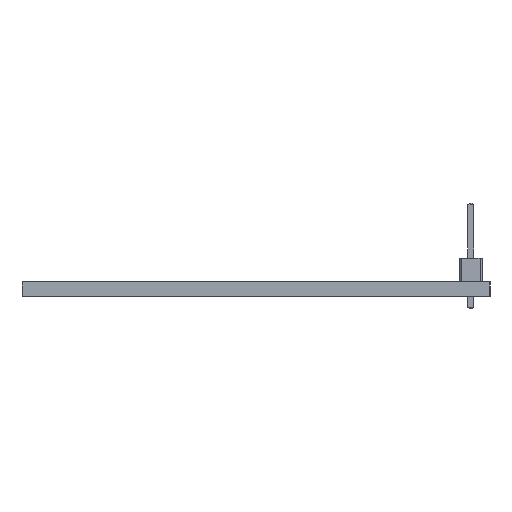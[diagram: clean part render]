
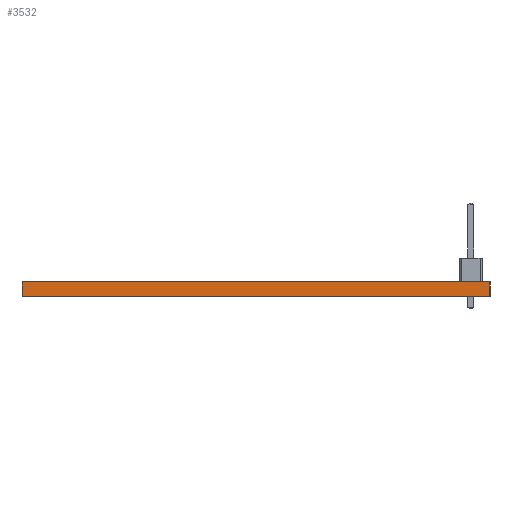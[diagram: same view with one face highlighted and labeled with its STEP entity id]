
A CAD part, left-side view. The second image highlights one B-rep face of the part: STEP entity #3532.
In plain terms, the highlighted planar face has unit normal (-1, 0, 0).
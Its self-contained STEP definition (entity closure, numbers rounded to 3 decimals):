
#3351 = PLANE('',#3352);
#3352 = AXIS2_PLACEMENT_3D('',#3353,#3354,#3355);
#3353 = CARTESIAN_POINT('',(154.,-126.,0.));
#3354 = DIRECTION('',(0.,-1.,0.));
#3355 = DIRECTION('',(-1.,0.,0.));
#3376 = VERTEX_POINT('',#3377);
#3377 = CARTESIAN_POINT('',(74.,-126.,1.58));
#3391 = PLANE('',#3392);
#3392 = AXIS2_PLACEMENT_3D('',#3393,#3394,#3395);
#3393 = CARTESIAN_POINT('',(114.,-100.5,1.58));
#3394 = DIRECTION('',(-0.,-0.,-1.));
#3395 = DIRECTION('',(-1.,0.,0.));
#3403 = EDGE_CURVE('',#3404,#3376,#3406,.T.);
#3404 = VERTEX_POINT('',#3405);
#3405 = CARTESIAN_POINT('',(74.,-126.,0.));
#3406 = SURFACE_CURVE('',#3407,(#3411,#3418),.PCURVE_S1.);
#3407 = LINE('',#3408,#3409);
#3408 = CARTESIAN_POINT('',(74.,-126.,0.));
#3409 = VECTOR('',#3410,1.);
#3410 = DIRECTION('',(0.,0.,1.));
#3411 = PCURVE('',#3351,#3412);
#3412 = DEFINITIONAL_REPRESENTATION('',(#3413),#3417);
#3413 = LINE('',#3414,#3415);
#3414 = CARTESIAN_POINT('',(80.,0.));
#3415 = VECTOR('',#3416,1.);
#3416 = DIRECTION('',(0.,-1.));
#3417 = ( GEOMETRIC_REPRESENTATION_CONTEXT(2) 
PARAMETRIC_REPRESENTATION_CONTEXT() REPRESENTATION_CONTEXT('2D SPACE',''
  ) );
#3418 = PCURVE('',#3419,#3424);
#3419 = PLANE('',#3420);
#3420 = AXIS2_PLACEMENT_3D('',#3421,#3422,#3423);
#3421 = CARTESIAN_POINT('',(74.,-126.,0.));
#3422 = DIRECTION('',(-1.,0.,0.));
#3423 = DIRECTION('',(0.,1.,0.));
#3424 = DEFINITIONAL_REPRESENTATION('',(#3425),#3429);
#3425 = LINE('',#3426,#3427);
#3426 = CARTESIAN_POINT('',(0.,0.));
#3427 = VECTOR('',#3428,1.);
#3428 = DIRECTION('',(0.,-1.));
#3429 = ( GEOMETRIC_REPRESENTATION_CONTEXT(2) 
PARAMETRIC_REPRESENTATION_CONTEXT() REPRESENTATION_CONTEXT('2D SPACE',''
  ) );
#3445 = PLANE('',#3446);
#3446 = AXIS2_PLACEMENT_3D('',#3447,#3448,#3449);
#3447 = CARTESIAN_POINT('',(114.,-100.5,0.));
#3448 = DIRECTION('',(-0.,-0.,-1.));
#3449 = DIRECTION('',(-1.,0.,0.));
#3478 = PLANE('',#3479);
#3479 = AXIS2_PLACEMENT_3D('',#3480,#3481,#3482);
#3480 = CARTESIAN_POINT('',(74.,-75.,0.));
#3481 = DIRECTION('',(0.,1.,0.));
#3482 = DIRECTION('',(1.,0.,0.));
#3532 = ADVANCED_FACE('',(#3533),#3419,.T.);
#3533 = FACE_BOUND('',#3534,.T.);
#3534 = EDGE_LOOP('',(#3535,#3536,#3559,#3582));
#3535 = ORIENTED_EDGE('',*,*,#3403,.T.);
#3536 = ORIENTED_EDGE('',*,*,#3537,.T.);
#3537 = EDGE_CURVE('',#3376,#3538,#3540,.T.);
#3538 = VERTEX_POINT('',#3539);
#3539 = CARTESIAN_POINT('',(74.,-75.,1.58));
#3540 = SURFACE_CURVE('',#3541,(#3545,#3552),.PCURVE_S1.);
#3541 = LINE('',#3542,#3543);
#3542 = CARTESIAN_POINT('',(74.,-126.,1.58));
#3543 = VECTOR('',#3544,1.);
#3544 = DIRECTION('',(0.,1.,0.));
#3545 = PCURVE('',#3419,#3546);
#3546 = DEFINITIONAL_REPRESENTATION('',(#3547),#3551);
#3547 = LINE('',#3548,#3549);
#3548 = CARTESIAN_POINT('',(0.,-1.58));
#3549 = VECTOR('',#3550,1.);
#3550 = DIRECTION('',(1.,0.));
#3551 = ( GEOMETRIC_REPRESENTATION_CONTEXT(2) 
PARAMETRIC_REPRESENTATION_CONTEXT() REPRESENTATION_CONTEXT('2D SPACE',''
  ) );
#3552 = PCURVE('',#3391,#3553);
#3553 = DEFINITIONAL_REPRESENTATION('',(#3554),#3558);
#3554 = LINE('',#3555,#3556);
#3555 = CARTESIAN_POINT('',(40.,-25.5));
#3556 = VECTOR('',#3557,1.);
#3557 = DIRECTION('',(0.,1.));
#3558 = ( GEOMETRIC_REPRESENTATION_CONTEXT(2) 
PARAMETRIC_REPRESENTATION_CONTEXT() REPRESENTATION_CONTEXT('2D SPACE',''
  ) );
#3559 = ORIENTED_EDGE('',*,*,#3560,.F.);
#3560 = EDGE_CURVE('',#3561,#3538,#3563,.T.);
#3561 = VERTEX_POINT('',#3562);
#3562 = CARTESIAN_POINT('',(74.,-75.,0.));
#3563 = SURFACE_CURVE('',#3564,(#3568,#3575),.PCURVE_S1.);
#3564 = LINE('',#3565,#3566);
#3565 = CARTESIAN_POINT('',(74.,-75.,0.));
#3566 = VECTOR('',#3567,1.);
#3567 = DIRECTION('',(0.,0.,1.));
#3568 = PCURVE('',#3419,#3569);
#3569 = DEFINITIONAL_REPRESENTATION('',(#3570),#3574);
#3570 = LINE('',#3571,#3572);
#3571 = CARTESIAN_POINT('',(51.,0.));
#3572 = VECTOR('',#3573,1.);
#3573 = DIRECTION('',(0.,-1.));
#3574 = ( GEOMETRIC_REPRESENTATION_CONTEXT(2) 
PARAMETRIC_REPRESENTATION_CONTEXT() REPRESENTATION_CONTEXT('2D SPACE',''
  ) );
#3575 = PCURVE('',#3478,#3576);
#3576 = DEFINITIONAL_REPRESENTATION('',(#3577),#3581);
#3577 = LINE('',#3578,#3579);
#3578 = CARTESIAN_POINT('',(0.,0.));
#3579 = VECTOR('',#3580,1.);
#3580 = DIRECTION('',(0.,-1.));
#3581 = ( GEOMETRIC_REPRESENTATION_CONTEXT(2) 
PARAMETRIC_REPRESENTATION_CONTEXT() REPRESENTATION_CONTEXT('2D SPACE',''
  ) );
#3582 = ORIENTED_EDGE('',*,*,#3583,.F.);
#3583 = EDGE_CURVE('',#3404,#3561,#3584,.T.);
#3584 = SURFACE_CURVE('',#3585,(#3589,#3596),.PCURVE_S1.);
#3585 = LINE('',#3586,#3587);
#3586 = CARTESIAN_POINT('',(74.,-126.,0.));
#3587 = VECTOR('',#3588,1.);
#3588 = DIRECTION('',(0.,1.,0.));
#3589 = PCURVE('',#3419,#3590);
#3590 = DEFINITIONAL_REPRESENTATION('',(#3591),#3595);
#3591 = LINE('',#3592,#3593);
#3592 = CARTESIAN_POINT('',(0.,0.));
#3593 = VECTOR('',#3594,1.);
#3594 = DIRECTION('',(1.,0.));
#3595 = ( GEOMETRIC_REPRESENTATION_CONTEXT(2) 
PARAMETRIC_REPRESENTATION_CONTEXT() REPRESENTATION_CONTEXT('2D SPACE',''
  ) );
#3596 = PCURVE('',#3445,#3597);
#3597 = DEFINITIONAL_REPRESENTATION('',(#3598),#3602);
#3598 = LINE('',#3599,#3600);
#3599 = CARTESIAN_POINT('',(40.,-25.5));
#3600 = VECTOR('',#3601,1.);
#3601 = DIRECTION('',(0.,1.));
#3602 = ( GEOMETRIC_REPRESENTATION_CONTEXT(2) 
PARAMETRIC_REPRESENTATION_CONTEXT() REPRESENTATION_CONTEXT('2D SPACE',''
  ) );
